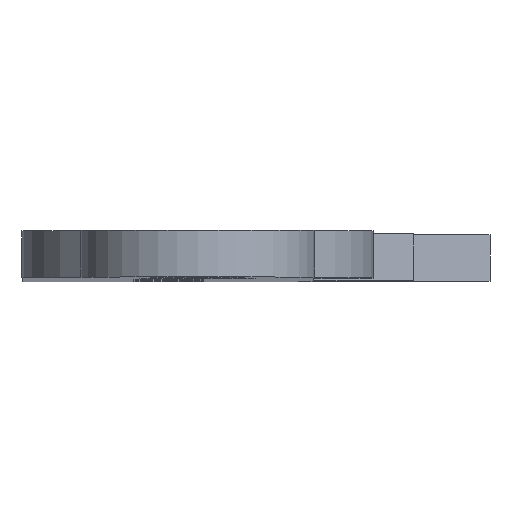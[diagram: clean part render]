
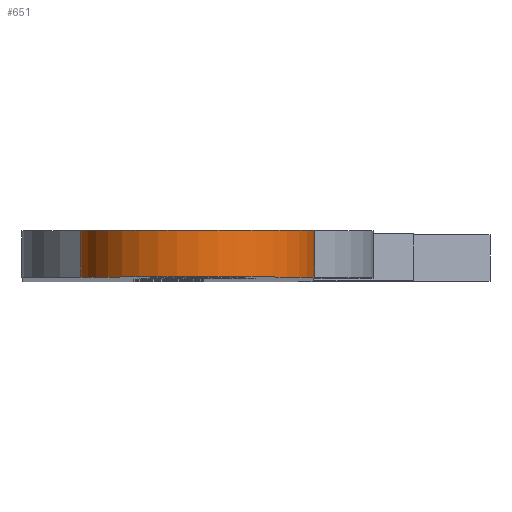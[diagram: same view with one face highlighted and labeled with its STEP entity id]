
A CAD part, top view. The second image highlights one B-rep face of the part: STEP entity #651.
In plain terms, the highlighted cylindrical face has radius 5 mm (diameter 10 mm), a partial arc.
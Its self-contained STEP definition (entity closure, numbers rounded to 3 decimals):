
#96 = VERTEX_POINT ( 'NONE', #734 ) ;
#248 = CARTESIAN_POINT ( 'NONE',  ( 5., 0., 15.396 ) ) ;
#259 = CIRCLE ( 'NONE', #1188, 5. ) ;
#263 = CARTESIAN_POINT ( 'NONE',  ( 5., 2., 15.396 ) ) ;
#272 = EDGE_CURVE ( 'NONE', #480, #96, #529, .T. ) ;
#287 = CARTESIAN_POINT ( 'NONE',  ( 0., 2., 15.4 ) ) ;
#319 = DIRECTION ( 'NONE',  ( 0., 1., 0. ) ) ;
#367 = ORIENTED_EDGE ( 'NONE', *, *, #569, .F. ) ;
#379 = CYLINDRICAL_SURFACE ( 'NONE', #632, 5. ) ;
#406 = VERTEX_POINT ( 'NONE', #1421 ) ;
#472 = ORIENTED_EDGE ( 'NONE', *, *, #272, .T. ) ;
#480 = VERTEX_POINT ( 'NONE', #1103 ) ;
#529 = LINE ( 'NONE', #1521, #1207 ) ;
#541 = DIRECTION ( 'NONE',  ( 0., 0., 1. ) ) ;
#569 = EDGE_CURVE ( 'NONE', #406, #1205, #658, .T. ) ;
#572 = CARTESIAN_POINT ( 'NONE',  ( 0., 0., 15.4 ) ) ;
#632 = AXIS2_PLACEMENT_3D ( 'NONE', #980, #1495, #993 ) ;
#642 = DIRECTION ( 'NONE',  ( 0., -1., 0. ) ) ;
#651 = ADVANCED_FACE ( 'NONE', ( #1261 ), #379, .T. ) ;
#658 = LINE ( 'NONE', #263, #976 ) ;
#666 = EDGE_CURVE ( 'NONE', #480, #406, #1362, .T. ) ;
#734 = CARTESIAN_POINT ( 'NONE',  ( -5., 0., 15.409 ) ) ;
#881 = AXIS2_PLACEMENT_3D ( 'NONE', #287, #1268, #541 ) ;
#884 = EDGE_CURVE ( 'NONE', #96, #1205, #259, .T. ) ;
#976 = VECTOR ( 'NONE', #642, 1000. ) ;
#980 = CARTESIAN_POINT ( 'NONE',  ( 0., 2., 15.4 ) ) ;
#986 = ORIENTED_EDGE ( 'NONE', *, *, #666, .F. ) ;
#993 = DIRECTION ( 'NONE',  ( 0., 0., -1. ) ) ;
#1103 = CARTESIAN_POINT ( 'NONE',  ( -5., 2., 15.409 ) ) ;
#1135 = DIRECTION ( 'NONE',  ( 0., -1., 0. ) ) ;
#1188 = AXIS2_PLACEMENT_3D ( 'NONE', #572, #319, #1419 ) ;
#1205 = VERTEX_POINT ( 'NONE', #248 ) ;
#1207 = VECTOR ( 'NONE', #1135, 1000. ) ;
#1261 = FACE_OUTER_BOUND ( 'NONE', #1584, .T. ) ;
#1268 = DIRECTION ( 'NONE',  ( 0., 1., 0. ) ) ;
#1340 = ORIENTED_EDGE ( 'NONE', *, *, #884, .T. ) ;
#1362 = CIRCLE ( 'NONE', #881, 5. ) ;
#1419 = DIRECTION ( 'NONE',  ( 0., 0., 1. ) ) ;
#1421 = CARTESIAN_POINT ( 'NONE',  ( 5., 2., 15.396 ) ) ;
#1495 = DIRECTION ( 'NONE',  ( 0., -1., 0. ) ) ;
#1521 = CARTESIAN_POINT ( 'NONE',  ( -5., 2., 15.409 ) ) ;
#1584 = EDGE_LOOP ( 'NONE', ( #1340, #367, #986, #472 ) ) ;
